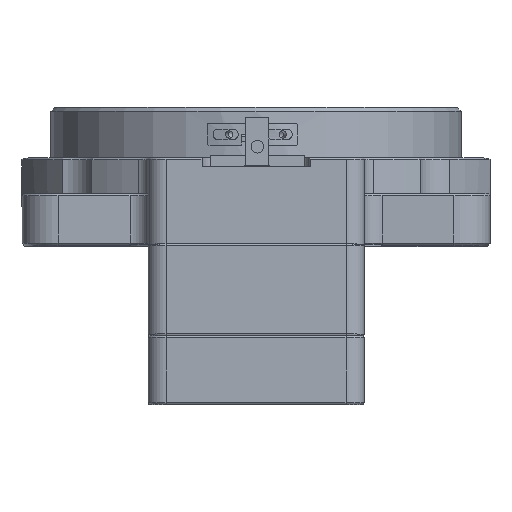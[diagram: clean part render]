
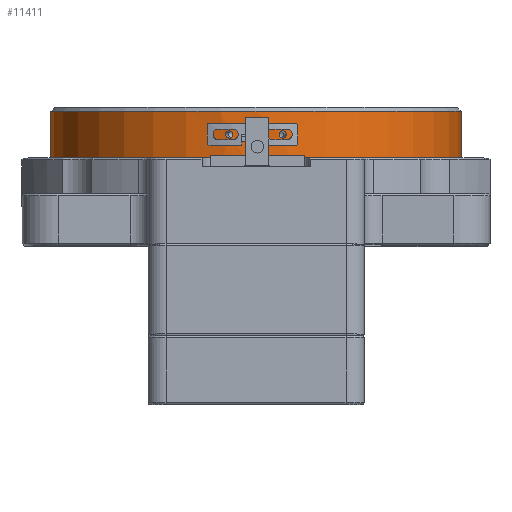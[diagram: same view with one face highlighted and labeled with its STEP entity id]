
A CAD part, top view. The second image highlights one B-rep face of the part: STEP entity #11411.
In plain terms, the highlighted cylindrical face has radius 57 mm (diameter 114 mm), a full revolution.
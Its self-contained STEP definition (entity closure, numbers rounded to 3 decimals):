
#449 = ORIENTED_EDGE ( 'NONE', *, *, #30639, .T. ) ;
#477 = ORIENTED_EDGE ( 'NONE', *, *, #10974, .T. ) ;
#563 = ORIENTED_EDGE ( 'NONE', *, *, #12476, .F. ) ;
#749 = ORIENTED_EDGE ( 'NONE', *, *, #12992, .F. ) ;
#766 = DIRECTION ( 'NONE',  ( -1., 0., 0. ) ) ;
#804 = DIRECTION ( 'NONE',  ( 0., 1., 0. ) ) ;
#843 = CARTESIAN_POINT ( 'NONE',  ( 0., 18.5, 0. ) ) ;
#3584 = CIRCLE ( 'NONE', #24807, 57. ) ;
#5394 = CIRCLE ( 'NONE', #22559, 57. ) ;
#5835 = AXIS2_PLACEMENT_3D ( 'NONE', #8378, #8370, #8305 ) ;
#7092 = B_SPLINE_CURVE_WITH_KNOTS ( 'NONE', 3,
 ( #27679, #27668, #27643, #27625, #27599, #27590, #27563, #27554, #27521, #27511, #27489, #27475, #27444, #27435, #27406, #27399, #27373, #27366, #27333, #27316, #27283, #27271, #27246, #27238, #27207, #27199, #27177, #27161, #27133, #27123, #27093, #27084 ),
 .UNSPECIFIED., .T., .F.,
 ( 4, 2, 2, 2, 2, 2, 2, 2, 2, 2, 2, 2, 2, 2, 2, 4 ),
 ( 0., 0., 0.001, 0.001, 0.002, 0.002, 0.002, 0.003, 0.003, 0.004, 0.004, 0.004, 0.005, 0.005, 0.006, 0.006 ),
 .UNSPECIFIED. ) ;
#8305 = DIRECTION ( 'NONE',  ( -1., 0., 0. ) ) ;
#8370 = DIRECTION ( 'NONE',  ( 0., 1., 0. ) ) ;
#8378 = CARTESIAN_POINT ( 'NONE',  ( 0., 17.5, 0. ) ) ;
#8402 = CYLINDRICAL_SURFACE ( 'NONE', #5835, 57. ) ;
#8421 = FACE_BOUND ( 'NONE', #10756, .T. ) ;
#8448 = FACE_BOUND ( 'NONE', #12281, .T. ) ;
#8459 = FACE_OUTER_BOUND ( 'NONE', #8719, .T. ) ;
#8484 = FACE_OUTER_BOUND ( 'NONE', #9506, .T. ) ;
#8719 = EDGE_LOOP ( 'NONE', ( #477 ) ) ;
#9506 = EDGE_LOOP ( 'NONE', ( #449 ) ) ;
#10756 = EDGE_LOOP ( 'NONE', ( #749 ) ) ;
#10974 = EDGE_CURVE ( 'NONE', #27190, #27190, #5394, .T. ) ;
#11411 = ADVANCED_FACE ( 'NONE', ( #8484, #8459, #8448, #8421 ), #8402, .T. ) ;
#12281 = EDGE_LOOP ( 'NONE', ( #563 ) ) ;
#12476 = EDGE_CURVE ( 'NONE', #26422, #26422, #7092, .T. ) ;
#12992 = EDGE_CURVE ( 'NONE', #26198, #26198, #25795, .T. ) ;
#13857 = DIRECTION ( 'NONE',  ( -1., 0., 0. ) ) ;
#13860 = DIRECTION ( 'NONE',  ( 0., -1., 0. ) ) ;
#13926 = CARTESIAN_POINT ( 'NONE',  ( 0., 37., 0. ) ) ;
#19820 = CARTESIAN_POINT ( 'NONE',  ( -57., 18.5, 0. ) ) ;
#19859 = VERTEX_POINT ( 'NONE', #19820 ) ;
#20568 = CARTESIAN_POINT ( 'NONE',  ( 8.455, 30.5, 56.369 ) ) ;
#20576 = CARTESIAN_POINT ( 'NONE',  ( 8.455, 30.229, 56.369 ) ) ;
#20608 = CARTESIAN_POINT ( 'NONE',  ( 8.345, 29.964, 56.386 ) ) ;
#20618 = CARTESIAN_POINT ( 'NONE',  ( 8.064, 29.68, 56.427 ) ) ;
#20636 = CARTESIAN_POINT ( 'NONE',  ( 7.951, 29.604, 56.443 ) ) ;
#20644 = CARTESIAN_POINT ( 'NONE',  ( 7.705, 29.501, 56.477 ) ) ;
#20651 = CARTESIAN_POINT ( 'NONE',  ( 7.573, 29.475, 56.495 ) ) ;
#20683 = CARTESIAN_POINT ( 'NONE',  ( 7.305, 29.475, 56.53 ) ) ;
#20727 = CARTESIAN_POINT ( 'NONE',  ( 7.173, 29.502, 56.547 ) ) ;
#20733 = CARTESIAN_POINT ( 'NONE',  ( 6.927, 29.605, 56.578 ) ) ;
#20764 = CARTESIAN_POINT ( 'NONE',  ( 6.814, 29.681, 56.591 ) ) ;
#20774 = CARTESIAN_POINT ( 'NONE',  ( 6.626, 29.871, 56.614 ) ) ;
#20786 = CARTESIAN_POINT ( 'NONE',  ( 6.551, 29.985, 56.622 ) ) ;
#20793 = CARTESIAN_POINT ( 'NONE',  ( 6.449, 30.232, 56.634 ) ) ;
#20802 = CARTESIAN_POINT ( 'NONE',  ( 6.423, 30.367, 56.637 ) ) ;
#20830 = CARTESIAN_POINT ( 'NONE',  ( 6.423, 30.634, 56.637 ) ) ;
#20867 = CARTESIAN_POINT ( 'NONE',  ( 6.449, 30.768, 56.634 ) ) ;
#20920 = CARTESIAN_POINT ( 'NONE',  ( 6.551, 31.017, 56.622 ) ) ;
#20930 = CARTESIAN_POINT ( 'NONE',  ( 6.626, 31.13, 56.614 ) ) ;
#20946 = CARTESIAN_POINT ( 'NONE',  ( 6.816, 31.321, 56.591 ) ) ;
#20956 = CARTESIAN_POINT ( 'NONE',  ( 6.928, 31.396, 56.577 ) ) ;
#20999 = CARTESIAN_POINT ( 'NONE',  ( 7.175, 31.499, 56.547 ) ) ;
#21013 = CARTESIAN_POINT ( 'NONE',  ( 7.308, 31.525, 56.53 ) ) ;
#21059 = CARTESIAN_POINT ( 'NONE',  ( 7.573, 31.525, 56.495 ) ) ;
#21089 = CARTESIAN_POINT ( 'NONE',  ( 7.707, 31.498, 56.477 ) ) ;
#21097 = CARTESIAN_POINT ( 'NONE',  ( 7.951, 31.396, 56.443 ) ) ;
#21114 = CARTESIAN_POINT ( 'NONE',  ( 8.064, 31.319, 56.427 ) ) ;
#21124 = CARTESIAN_POINT ( 'NONE',  ( 8.252, 31.13, 56.4 ) ) ;
#21137 = CARTESIAN_POINT ( 'NONE',  ( 8.327, 31.017, 56.389 ) ) ;
#21163 = CARTESIAN_POINT ( 'NONE',  ( 8.429, 30.768, 56.373 ) ) ;
#21184 = CARTESIAN_POINT ( 'NONE',  ( 8.455, 30.635, 56.369 ) ) ;
#21205 = CARTESIAN_POINT ( 'NONE',  ( 8.455, 30.5, 56.369 ) ) ;
#22559 = AXIS2_PLACEMENT_3D ( 'NONE', #13926, #13860, #13857 ) ;
#24807 = AXIS2_PLACEMENT_3D ( 'NONE', #843, #804, #766 ) ;
#25795 = B_SPLINE_CURVE_WITH_KNOTS ( 'NONE', 3,
 ( #21205, #21184, #21163, #21137, #21124, #21114, #21097, #21089, #21059, #21013, #20999, #20956, #20946, #20930, #20920, #20867, #20830, #20802, #20793, #20786, #20774, #20764, #20733, #20727, #20683, #20651, #20644, #20636, #20618, #20608, #20576, #20568 ),
 .UNSPECIFIED., .T., .F.,
 ( 4, 2, 2, 2, 2, 2, 2, 2, 2, 2, 2, 2, 2, 2, 2, 4 ),
 ( 0., 0., 0.001, 0.001, 0.002, 0.002, 0.002, 0.003, 0.003, 0.004, 0.004, 0.004, 0.005, 0.005, 0.006, 0.006 ),
 .UNSPECIFIED. ) ;
#26166 = CARTESIAN_POINT ( 'NONE',  ( 8.455, 30.5, 56.369 ) ) ;
#26198 = VERTEX_POINT ( 'NONE', #26166 ) ;
#26391 = CARTESIAN_POINT ( 'NONE',  ( -6.423, 30.5, 56.637 ) ) ;
#26422 = VERTEX_POINT ( 'NONE', #26391 ) ;
#27084 = CARTESIAN_POINT ( 'NONE',  ( -6.423, 30.5, 56.637 ) ) ;
#27093 = CARTESIAN_POINT ( 'NONE',  ( -6.423, 30.229, 56.637 ) ) ;
#27123 = CARTESIAN_POINT ( 'NONE',  ( -6.533, 29.964, 56.625 ) ) ;
#27133 = CARTESIAN_POINT ( 'NONE',  ( -6.815, 29.68, 56.591 ) ) ;
#27161 = CARTESIAN_POINT ( 'NONE',  ( -6.928, 29.604, 56.578 ) ) ;
#27177 = CARTESIAN_POINT ( 'NONE',  ( -7.175, 29.501, 56.547 ) ) ;
#27187 = CARTESIAN_POINT ( 'NONE',  ( -57., 37., 0. ) ) ;
#27190 = VERTEX_POINT ( 'NONE', #27187 ) ;
#27199 = CARTESIAN_POINT ( 'NONE',  ( -7.307, 29.475, 56.53 ) ) ;
#27207 = CARTESIAN_POINT ( 'NONE',  ( -7.575, 29.475, 56.495 ) ) ;
#27238 = CARTESIAN_POINT ( 'NONE',  ( -7.707, 29.502, 56.477 ) ) ;
#27246 = CARTESIAN_POINT ( 'NONE',  ( -7.953, 29.605, 56.443 ) ) ;
#27271 = CARTESIAN_POINT ( 'NONE',  ( -8.065, 29.681, 56.427 ) ) ;
#27283 = CARTESIAN_POINT ( 'NONE',  ( -8.252, 29.871, 56.4 ) ) ;
#27316 = CARTESIAN_POINT ( 'NONE',  ( -8.328, 29.985, 56.388 ) ) ;
#27333 = CARTESIAN_POINT ( 'NONE',  ( -8.429, 30.232, 56.373 ) ) ;
#27366 = CARTESIAN_POINT ( 'NONE',  ( -8.455, 30.367, 56.369 ) ) ;
#27373 = CARTESIAN_POINT ( 'NONE',  ( -8.455, 30.634, 56.369 ) ) ;
#27399 = CARTESIAN_POINT ( 'NONE',  ( -8.429, 30.768, 56.373 ) ) ;
#27406 = CARTESIAN_POINT ( 'NONE',  ( -8.327, 31.017, 56.389 ) ) ;
#27435 = CARTESIAN_POINT ( 'NONE',  ( -8.252, 31.13, 56.4 ) ) ;
#27444 = CARTESIAN_POINT ( 'NONE',  ( -8.063, 31.321, 56.427 ) ) ;
#27475 = CARTESIAN_POINT ( 'NONE',  ( -7.951, 31.396, 56.443 ) ) ;
#27489 = CARTESIAN_POINT ( 'NONE',  ( -7.705, 31.499, 56.477 ) ) ;
#27511 = CARTESIAN_POINT ( 'NONE',  ( -7.572, 31.525, 56.495 ) ) ;
#27521 = CARTESIAN_POINT ( 'NONE',  ( -7.307, 31.525, 56.53 ) ) ;
#27554 = CARTESIAN_POINT ( 'NONE',  ( -7.173, 31.498, 56.547 ) ) ;
#27563 = CARTESIAN_POINT ( 'NONE',  ( -6.928, 31.396, 56.578 ) ) ;
#27590 = CARTESIAN_POINT ( 'NONE',  ( -6.815, 31.319, 56.591 ) ) ;
#27599 = CARTESIAN_POINT ( 'NONE',  ( -6.627, 31.13, 56.614 ) ) ;
#27625 = CARTESIAN_POINT ( 'NONE',  ( -6.551, 31.017, 56.622 ) ) ;
#27643 = CARTESIAN_POINT ( 'NONE',  ( -6.449, 30.768, 56.634 ) ) ;
#27668 = CARTESIAN_POINT ( 'NONE',  ( -6.423, 30.635, 56.637 ) ) ;
#27679 = CARTESIAN_POINT ( 'NONE',  ( -6.423, 30.5, 56.637 ) ) ;
#30639 = EDGE_CURVE ( 'NONE', #19859, #19859, #3584, .T. ) ;
